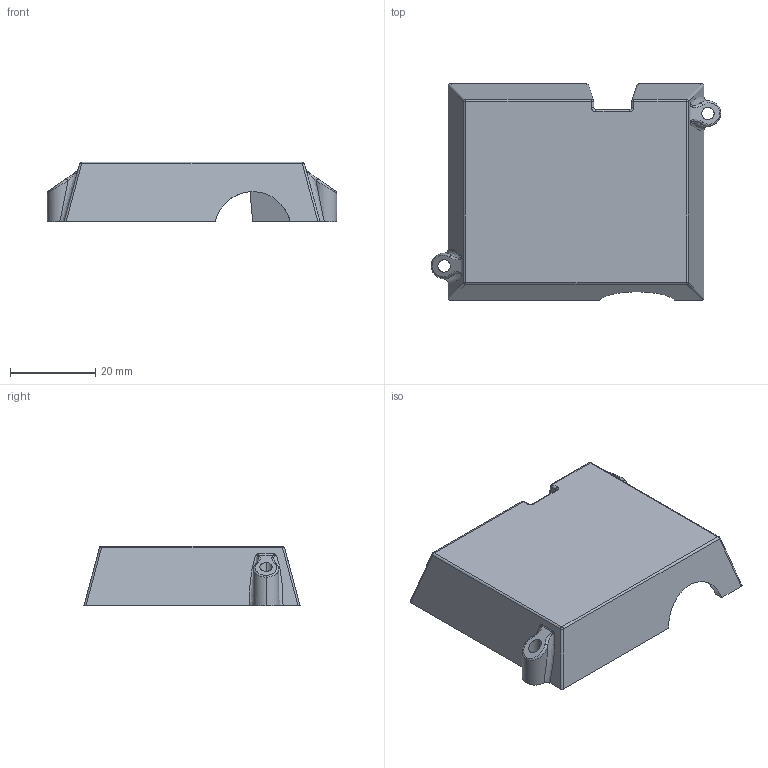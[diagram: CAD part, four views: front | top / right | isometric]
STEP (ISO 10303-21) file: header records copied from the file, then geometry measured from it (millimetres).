
FILE_DESCRIPTION(('CATIA V5 STEP Exchange'),'2;1');
FILE_NAME('back cover.stp','2016-07-07T15:27:33+00:00',('none'),('none'),'CATIA Version 5 Release 16 (IN-10)','CATIA V5 STEP AP203','none');
FILE_SCHEMA(('CONFIG_CONTROL_DESIGN'));
Length unit declared in the file: millimetre
Products named in the file (1): back cover
Bounding box: 67.86 x 50.68 x 14 mm (x, y, z)
Volume: 8963.5 mm3; surface area: 9946.6 mm2
Topology: 1 solids, 1 shells, 70 faces, 178 edges, 100 vertices
Faces by surface type: cylinder 27, plane 19, bspline 18, sphere 6
Entity records: 4027 total; most frequent: CARTESIAN_POINT 2610, ORIENTED_EDGE 336, DIRECTION 180, EDGE_CURVE 168, VERTEX_POINT 100, B_SPLINE_CURVE_WITH_KNOTS 78, EDGE_LOOP 74, AXIS2_PLACEMENT_3D 73
